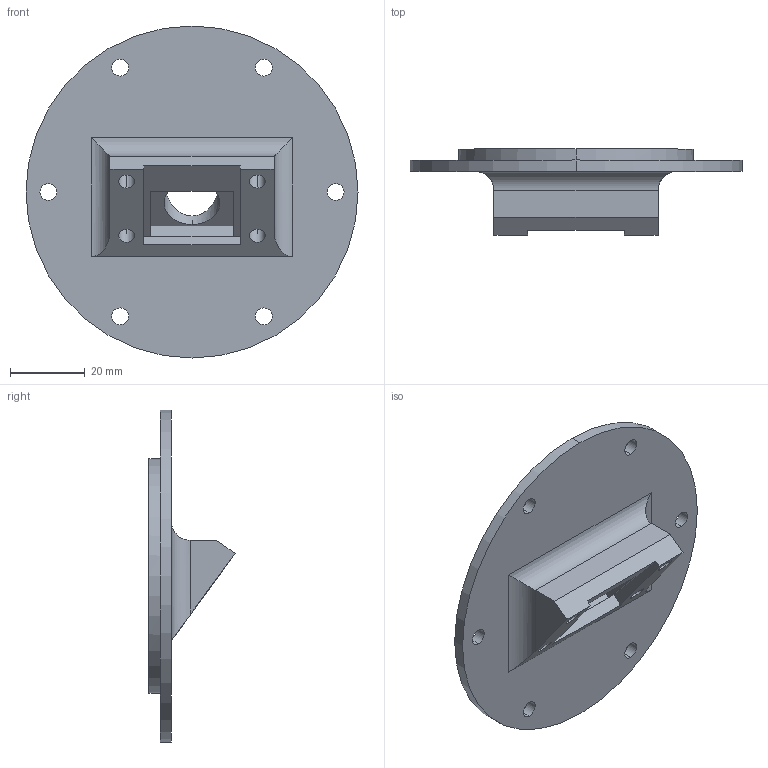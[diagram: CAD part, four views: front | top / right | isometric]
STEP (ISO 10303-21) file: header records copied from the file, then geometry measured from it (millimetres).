
FILE_DESCRIPTION (( 'STEP AP214' ), '1' );
FILE_NAME ('Camera Holder.STEP', '2024-01-31T02:26:13', ( '' ), ( '' ), 'SwSTEP 2.0', 'SolidWorks 2023', '' );
FILE_SCHEMA (( 'AUTOMOTIVE_DESIGN' ));
Length unit declared in the file: millimetre
Products named in the file (1): Camera Holder
Bounding box: 89 x 23.07 x 89 mm (x, y, z)
Volume: 33821.7 mm3; surface area: 16083.6 mm2
Topology: 1 solids, 1 shells, 54 faces, 132 edges, 86 vertices
Faces by surface type: cylinder 29, plane 25
Entity records: 1651 total; most frequent: CARTESIAN_POINT 303, DIRECTION 284, ORIENTED_EDGE 264, EDGE_CURVE 132, AXIS2_PLACEMENT_3D 107, VERTEX_POINT 86, EDGE_LOOP 74, LINE 70
